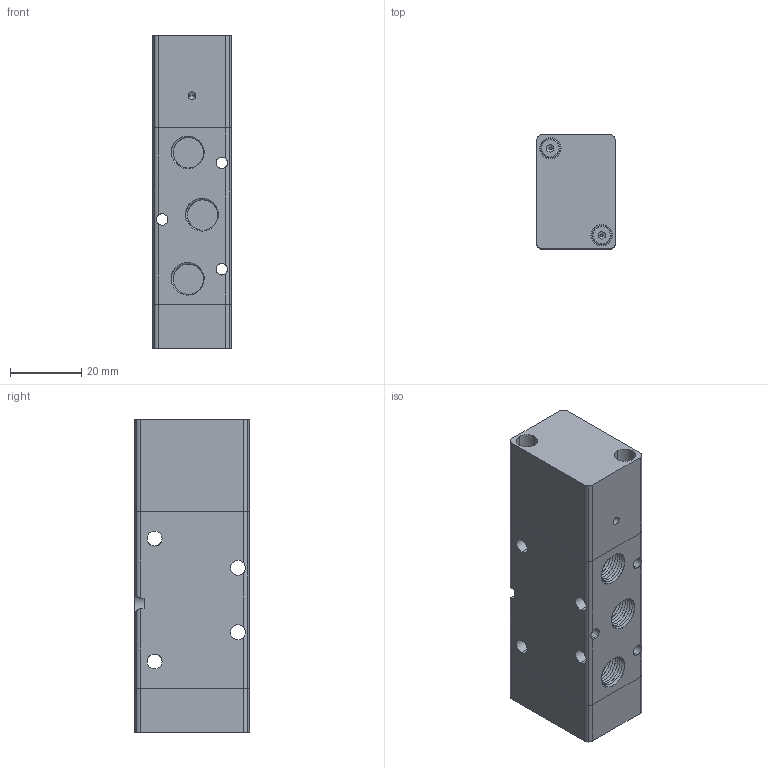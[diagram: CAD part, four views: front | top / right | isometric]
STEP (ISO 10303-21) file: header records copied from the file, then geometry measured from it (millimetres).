
FILE_DESCRIPTION((''),'2;1');
FILE_NAME('00_027_4.stp','2003-01-01T17:40:53',('Branislav Petkovic'),('AZ Pneumatica'),'AutoCAD STEP 2000i','AutoCAD 2000i','Via J. F. Kennedy, 26, 20020 Misinto (MI), ITALY');
FILE_SCHEMA(('CONFIG_CONTROL_DESIGN'));
Length unit declared in the file: millimetre
Products named in the file (7): 00_027_4; X21 OPRUGA; PART2A; X21 PNEUMATIKA; PART2; 521 TELO; PART1
Assembly tree (6 placements, depth 3):
  00_027_4
    X21 OPRUGA
      PART2A
    X21 PNEUMATIKA
      PART2
    521 TELO
      PART1
Bounding box: 22 x 32 x 88 mm (x, y, z)
Surface area: 18603.7 mm2 (no closed solid volume)
Topology: 0 solids, 3 shells, 308 faces, 886 edges, 590 vertices
Faces by surface type: cylinder 214, plane 64, bspline 20, cone 10
Entity records: 27730 total; most frequent: CARTESIAN_POINT 20076, ORIENTED_EDGE 1768, DIRECTION 1304, EDGE_CURVE 884, VERTEX_POINT 590, AXIS2_PLACEMENT_3D 491, EDGE_LOOP 334, B_SPLINE_CURVE_WITH_KNOTS 334
